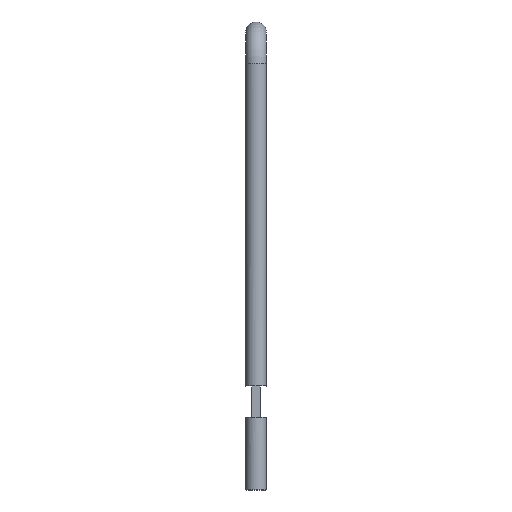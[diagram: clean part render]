
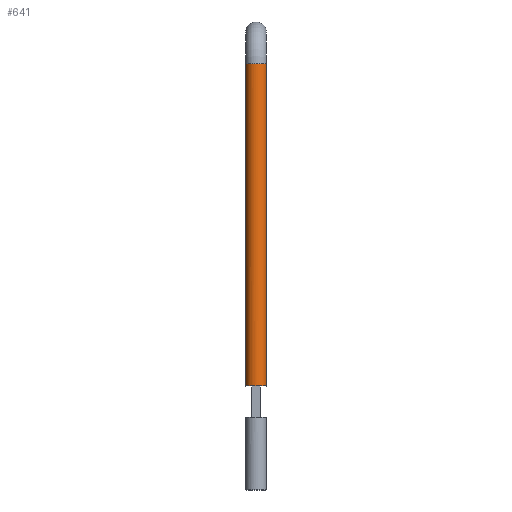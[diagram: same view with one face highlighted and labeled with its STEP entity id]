
A CAD part, left-side view. The second image highlights one B-rep face of the part: STEP entity #641.
In plain terms, the highlighted cylindrical face has radius 0.5 mm (diameter 1 mm), a full revolution.
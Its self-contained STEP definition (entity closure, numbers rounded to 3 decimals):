
#21=CYLINDRICAL_SURFACE('',#704,0.5);
#38=FACE_OUTER_BOUND('',#79,.T.);
#79=EDGE_LOOP('',(#429,#430,#431,#432,#433,#434,#435,#436,#437));
#113=CIRCLE('',#691,0.5);
#117=CIRCLE('',#699,0.5);
#120=CIRCLE('',#705,0.5);
#121=CIRCLE('',#706,0.5);
#122=CIRCLE('',#707,0.5);
#123=CIRCLE('',#708,0.5);
#124=CIRCLE('',#709,0.5);
#168=LINE('',#1052,#217);
#217=VECTOR('',#823,0.5);
#260=VERTEX_POINT('',#1013);
#261=VERTEX_POINT('',#1014);
#268=VERTEX_POINT('',#1033);
#269=VERTEX_POINT('',#1034);
#274=VERTEX_POINT('',#1048);
#275=VERTEX_POINT('',#1049);
#276=VERTEX_POINT('',#1051);
#318=EDGE_CURVE('',#260,#261,#113,.T.);
#326=EDGE_CURVE('',#268,#269,#117,.T.);
#332=EDGE_CURVE('',#274,#275,#120,.T.);
#333=EDGE_CURVE('',#274,#276,#168,.T.);
#334=EDGE_CURVE('',#276,#268,#121,.T.);
#335=EDGE_CURVE('',#269,#260,#122,.T.);
#336=EDGE_CURVE('',#261,#276,#123,.T.);
#337=EDGE_CURVE('',#275,#274,#124,.T.);
#429=ORIENTED_EDGE('',*,*,#332,.F.);
#430=ORIENTED_EDGE('',*,*,#333,.T.);
#431=ORIENTED_EDGE('',*,*,#334,.T.);
#432=ORIENTED_EDGE('',*,*,#326,.T.);
#433=ORIENTED_EDGE('',*,*,#335,.T.);
#434=ORIENTED_EDGE('',*,*,#318,.T.);
#435=ORIENTED_EDGE('',*,*,#336,.T.);
#436=ORIENTED_EDGE('',*,*,#333,.F.);
#437=ORIENTED_EDGE('',*,*,#337,.F.);
#641=ADVANCED_FACE('',(#38),#21,.T.);
#691=AXIS2_PLACEMENT_3D('',#1015,#786,#787);
#699=AXIS2_PLACEMENT_3D('',#1035,#806,#807);
#704=AXIS2_PLACEMENT_3D('',#1047,#819,#820);
#705=AXIS2_PLACEMENT_3D('',#1050,#821,#822);
#706=AXIS2_PLACEMENT_3D('',#1053,#824,#825);
#707=AXIS2_PLACEMENT_3D('',#1054,#826,#827);
#708=AXIS2_PLACEMENT_3D('',#1055,#828,#829);
#709=AXIS2_PLACEMENT_3D('',#1056,#830,#831);
#786=DIRECTION('center_axis',(0.,0.,1.));
#787=DIRECTION('ref_axis',(1.,0.,0.));
#806=DIRECTION('center_axis',(0.,0.,1.));
#807=DIRECTION('ref_axis',(1.,0.,0.));
#819=DIRECTION('center_axis',(0.,0.,1.));
#820=DIRECTION('ref_axis',(1.,0.,0.));
#821=DIRECTION('center_axis',(0.,0.,1.));
#822=DIRECTION('ref_axis',(1.,0.,0.));
#823=DIRECTION('',(0.,0.,-1.));
#824=DIRECTION('center_axis',(0.,0.,1.));
#825=DIRECTION('ref_axis',(1.,0.,0.));
#826=DIRECTION('center_axis',(0.,0.,1.));
#827=DIRECTION('ref_axis',(1.,0.,0.));
#828=DIRECTION('center_axis',(0.,0.,1.));
#829=DIRECTION('ref_axis',(1.,0.,0.));
#830=DIRECTION('center_axis',(0.,0.,1.));
#831=DIRECTION('ref_axis',(1.,0.,0.));
#1013=CARTESIAN_POINT('',(-14.542,0.2,5.));
#1014=CARTESIAN_POINT('',(-15.458,0.2,5.));
#1015=CARTESIAN_POINT('Origin',(-15.,0.,5.));
#1033=CARTESIAN_POINT('',(-15.458,-0.2,5.));
#1034=CARTESIAN_POINT('',(-14.542,-0.2,5.));
#1035=CARTESIAN_POINT('Origin',(-15.,0.,5.));
#1047=CARTESIAN_POINT('Origin',(-15.,0.,0.));
#1048=CARTESIAN_POINT('',(-15.5,0.,20.5));
#1049=CARTESIAN_POINT('',(-14.5,0.,20.5));
#1050=CARTESIAN_POINT('Origin',(-15.,0.,20.5));
#1051=CARTESIAN_POINT('',(-15.5,0.,5.));
#1052=CARTESIAN_POINT('',(-15.5,0.,0.));
#1053=CARTESIAN_POINT('Origin',(-15.,0.,5.));
#1054=CARTESIAN_POINT('Origin',(-15.,0.,5.));
#1055=CARTESIAN_POINT('Origin',(-15.,0.,5.));
#1056=CARTESIAN_POINT('Origin',(-15.,0.,20.5));
